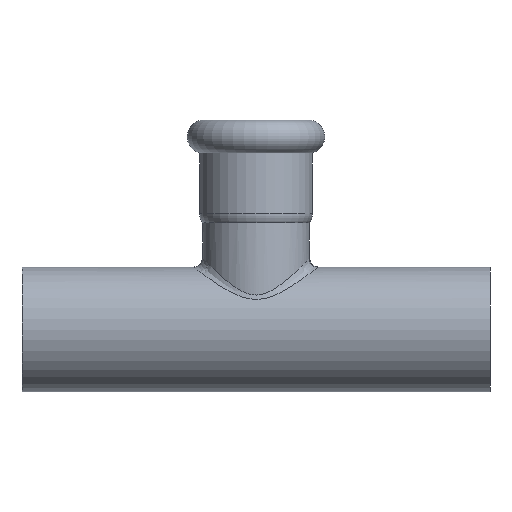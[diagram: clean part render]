
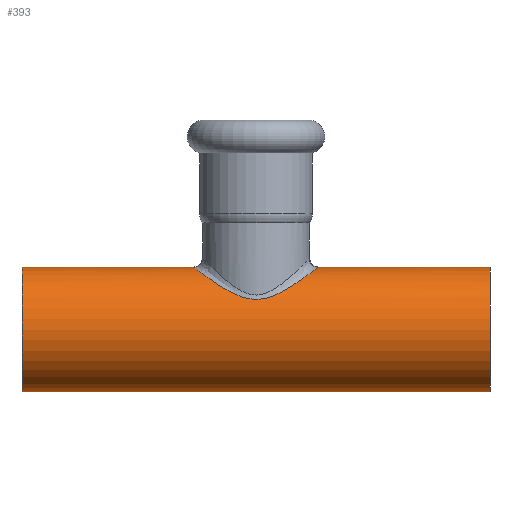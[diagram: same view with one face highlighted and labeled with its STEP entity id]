
A CAD part, front view. The second image highlights one B-rep face of the part: STEP entity #393.
In plain terms, the highlighted cylindrical face has radius 14 mm (diameter 28 mm), a full revolution.
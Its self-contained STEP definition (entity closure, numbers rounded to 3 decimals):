
#26=B_SPLINE_CURVE_WITH_KNOTS('',3,(#1029,#1030,#1031,#1032,#1033,#1034,
#1035,#1036,#1037),.UNSPECIFIED.,.F.,.F.,(4,1,1,1,1,1,4),(-7.905,
-7.622,-7.34,-6.775,-6.399,
-6.023,-5.928),.UNSPECIFIED.);
#27=B_SPLINE_CURVE_WITH_KNOTS('',3,(#1039,#1040,#1041,#1042,#1043,#1044,
#1045,#1046,#1047,#1048,#1049,#1050,#1051,#1052,#1053),.UNSPECIFIED.,.F.,
 .F.,(4,1,1,1,1,1,1,1,1,1,1,1,4),(-5.928,-5.646,-5.27,
-4.893,-4.517,-4.141,-3.952,
-3.764,-3.388,-3.011,-2.635,
-2.258,-1.976),.UNSPECIFIED.);
#28=B_SPLINE_CURVE_WITH_KNOTS('',3,(#1054,#1055,#1056,#1057,#1058,#1059,
#1060,#1061,#1062),.UNSPECIFIED.,.F.,.F.,(4,1,1,1,1,1,4),(-1.976,
-1.882,-1.506,-1.129,-0.565,
-0.282,0.),.UNSPECIFIED.);
#43=LINE('',#1070,#56);
#44=LINE('',#1072,#57);
#56=VECTOR('',#588,14.);
#57=VECTOR('',#589,14.);
#65=CYLINDRICAL_SURFACE('',#466,14.);
#81=FACE_OUTER_BOUND('',#99,.T.);
#99=EDGE_LOOP('',(#360,#361,#362,#363,#364,#365,#366,#367,#368));
#141=CIRCLE('',#467,14.);
#142=CIRCLE('',#468,14.);
#179=VERTEX_POINT('',#995);
#182=VERTEX_POINT('',#1028);
#183=VERTEX_POINT('',#1038);
#185=VERTEX_POINT('',#1068);
#186=VERTEX_POINT('',#1071);
#240=EDGE_CURVE('',#179,#182,#26,.T.);
#241=EDGE_CURVE('',#182,#183,#27,.T.);
#242=EDGE_CURVE('',#183,#179,#28,.T.);
#245=EDGE_CURVE('',#185,#185,#141,.T.);
#246=EDGE_CURVE('',#185,#183,#43,.T.);
#247=EDGE_CURVE('',#182,#186,#44,.T.);
#248=EDGE_CURVE('',#186,#186,#142,.T.);
#360=ORIENTED_EDGE('',*,*,#245,.F.);
#361=ORIENTED_EDGE('',*,*,#246,.T.);
#362=ORIENTED_EDGE('',*,*,#241,.F.);
#363=ORIENTED_EDGE('',*,*,#247,.T.);
#364=ORIENTED_EDGE('',*,*,#248,.F.);
#365=ORIENTED_EDGE('',*,*,#247,.F.);
#366=ORIENTED_EDGE('',*,*,#240,.F.);
#367=ORIENTED_EDGE('',*,*,#242,.F.);
#368=ORIENTED_EDGE('',*,*,#246,.F.);
#393=ADVANCED_FACE('',(#81),#65,.T.);
#466=AXIS2_PLACEMENT_3D('',#1067,#584,#585);
#467=AXIS2_PLACEMENT_3D('',#1069,#586,#587);
#468=AXIS2_PLACEMENT_3D('',#1073,#590,#591);
#584=DIRECTION('center_axis',(1.,0.,0.));
#585=DIRECTION('ref_axis',(0.,0.,-1.));
#586=DIRECTION('center_axis',(1.,0.,0.));
#587=DIRECTION('ref_axis',(0.,0.,-1.));
#588=DIRECTION('',(-1.,0.,0.));
#589=DIRECTION('',(-1.,0.,0.));
#590=DIRECTION('center_axis',(-1.,0.,0.));
#591=DIRECTION('ref_axis',(0.,0.,-1.));
#995=CARTESIAN_POINT('',(0.,12.25,6.778));
#1028=CARTESIAN_POINT('',(-14.,0.,14.));
#1029=CARTESIAN_POINT('Ctrl Pts',(0.,12.25,6.778));
#1030=CARTESIAN_POINT('Ctrl Pts',(-1.133,12.25,6.778));
#1031=CARTESIAN_POINT('Ctrl Pts',(-3.371,12.,7.247));
#1032=CARTESIAN_POINT('Ctrl Pts',(-7.151,10.769,9.097));
#1033=CARTESIAN_POINT('Ctrl Pts',(-10.507,8.487,11.393));
#1034=CARTESIAN_POINT('Ctrl Pts',(-13.095,4.863,13.303));
#1035=CARTESIAN_POINT('Ctrl Pts',(-13.927,1.983,13.945));
#1036=CARTESIAN_POINT('Ctrl Pts',(-14.,0.332,14.));
#1037=CARTESIAN_POINT('Ctrl Pts',(-13.999,0.001,
14.));
#1038=CARTESIAN_POINT('',(14.,0.,14.));
#1039=CARTESIAN_POINT('Ctrl Pts',(-13.999,0.001,
14.));
#1040=CARTESIAN_POINT('Ctrl Pts',(-13.998,-0.99,
13.998));
#1041=CARTESIAN_POINT('Ctrl Pts',(-13.675,-3.306,13.75));
#1042=CARTESIAN_POINT('Ctrl Pts',(-12.096,-6.516,12.556));
#1043=CARTESIAN_POINT('Ctrl Pts',(-9.489,-9.221,10.678));
#1044=CARTESIAN_POINT('Ctrl Pts',(-6.265,-11.131,8.62));
#1045=CARTESIAN_POINT('Ctrl Pts',(-3.02,-12.081,7.096));
#1046=CARTESIAN_POINT('Ctrl Pts',(0.,-12.307,
6.669));
#1047=CARTESIAN_POINT('Ctrl Pts',(3.019,-12.081,7.096));
#1048=CARTESIAN_POINT('Ctrl Pts',(6.264,-11.132,8.618));
#1049=CARTESIAN_POINT('Ctrl Pts',(9.488,-9.222,10.679));
#1050=CARTESIAN_POINT('Ctrl Pts',(12.096,-6.518,12.555));
#1051=CARTESIAN_POINT('Ctrl Pts',(13.675,-3.307,13.75));
#1052=CARTESIAN_POINT('Ctrl Pts',(13.997,-0.99,13.998));
#1053=CARTESIAN_POINT('Ctrl Pts',(13.999,0.001,
14.));
#1054=CARTESIAN_POINT('Ctrl Pts',(13.999,0.001,
14.));
#1055=CARTESIAN_POINT('Ctrl Pts',(14.,0.332,14.));
#1056=CARTESIAN_POINT('Ctrl Pts',(13.927,1.983,13.945));
#1057=CARTESIAN_POINT('Ctrl Pts',(13.095,4.861,13.304));
#1058=CARTESIAN_POINT('Ctrl Pts',(10.507,8.487,11.394));
#1059=CARTESIAN_POINT('Ctrl Pts',(7.154,10.768,9.097));
#1060=CARTESIAN_POINT('Ctrl Pts',(3.37,12.,7.248));
#1061=CARTESIAN_POINT('Ctrl Pts',(1.133,12.25,6.778));
#1062=CARTESIAN_POINT('Ctrl Pts',(0.,12.25,6.778));
#1067=CARTESIAN_POINT('Origin',(0.,0.,0.));
#1068=CARTESIAN_POINT('',(52.5,0.,14.));
#1069=CARTESIAN_POINT('Origin',(52.5,0.,0.));
#1070=CARTESIAN_POINT('',(0.,0.,14.));
#1071=CARTESIAN_POINT('',(-52.5,0.,14.));
#1072=CARTESIAN_POINT('',(0.,0.,14.));
#1073=CARTESIAN_POINT('Origin',(-52.5,0.,0.));
